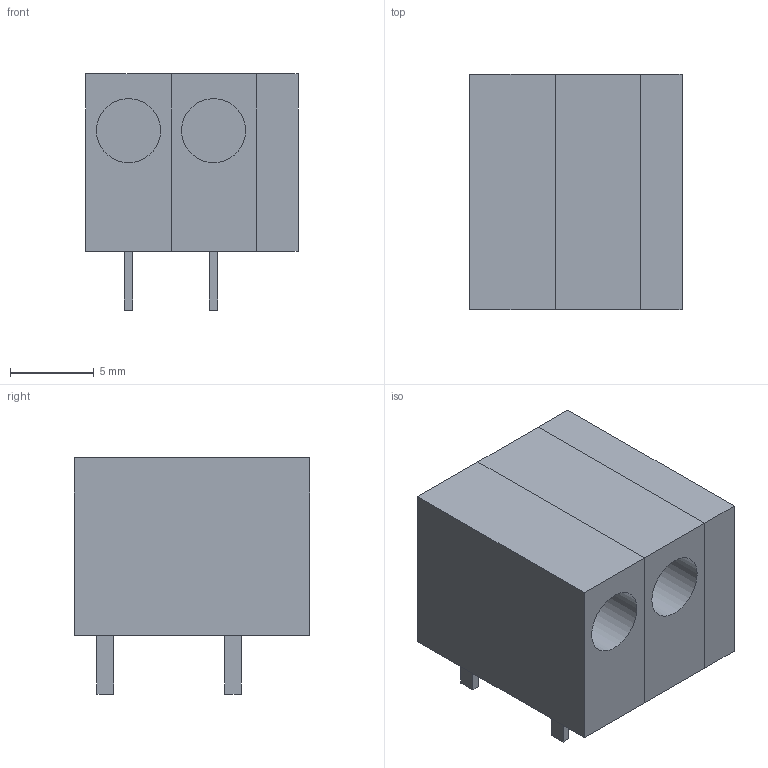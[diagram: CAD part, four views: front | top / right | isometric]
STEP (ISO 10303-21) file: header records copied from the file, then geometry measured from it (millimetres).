
FILE_DESCRIPTION(/* description */ (''),/* implementation_level */ '2;1');
FILE_NAME(/* name */ 'TBL004-508-02BE-2GY.step',/* time_stamp */ '2022-07-01T15:10:24-06:00',/* author */ (''),/* organization */ (''),/* preprocessor_version */ 'ST-DEVELOPER v19',/* originating_system */ 'Autodesk Translation Framework v11.7.0.108',/* authorisation */ '');
FILE_SCHEMA (('AUTOMOTIVE_DESIGN { 1 0 10303 214 3 1 1 }'));
Length unit declared in the file: millimetre
Products named in the file (3):  TBL004-508-02BE-2GY; TerminalBlock; EndCap
Assembly tree (3 placements, depth 2):
   TBL004-508-02BE-2GY
    TerminalBlock  x2
    EndCap
Bounding box: 12.66 x 14.05 x 14.1 mm (x, y, z)
Volume: 1685.8 mm3; surface area: 1779.9 mm2
Topology: 7 solids, 7 shells, 46 faces, 90 edges, 60 vertices
Faces by surface type: plane 44, cylinder 2
Full cylindrical faces by diameter (mm): 3.823 x2
Entity records: 762 total; most frequent: DIRECTION 117, CARTESIAN_POINT 117, ORIENTED_EDGE 102, EDGE_CURVE 51, LINE 49, VECTOR 49, VERTEX_POINT 34, AXIS2_PLACEMENT_3D 34
